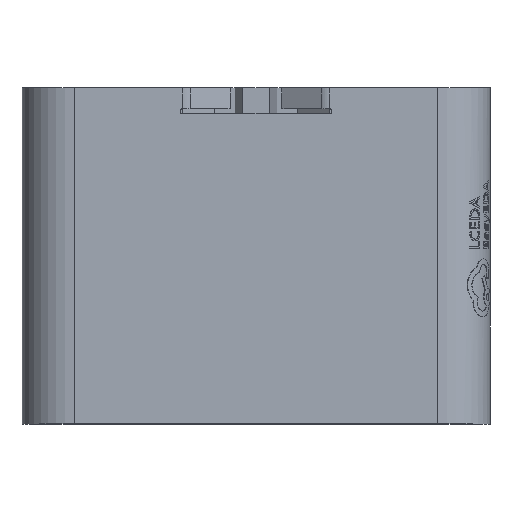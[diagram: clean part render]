
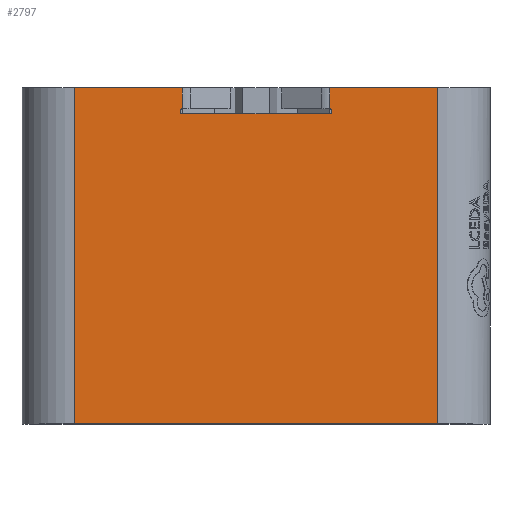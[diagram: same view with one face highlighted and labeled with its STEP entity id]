
A CAD part, top view. The second image highlights one B-rep face of the part: STEP entity #2797.
In plain terms, the highlighted planar face has unit normal (0, 0, 1).
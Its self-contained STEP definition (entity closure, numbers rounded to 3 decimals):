
#17 = CARTESIAN_POINT ( 'NONE',  ( -1.4, 2.765, 1.52 ) ) ;
#265 = EDGE_CURVE ( 'NONE', #11019, #4249, #12588, .T. ) ;
#390 = ORIENTED_EDGE ( 'NONE', *, *, #2103, .T. ) ;
#625 = CIRCLE ( 'NONE', #13104, 0.05 ) ;
#764 = DIRECTION ( 'NONE',  ( 0., -1., 0. ) ) ;
#841 = DIRECTION ( 'NONE',  ( -1., 0., 0. ) ) ;
#887 = VERTEX_POINT ( 'NONE', #17692 ) ;
#1281 = LINE ( 'NONE', #11461, #11779 ) ;
#1333 = DIRECTION ( 'NONE',  ( 1., 0., 0. ) ) ;
#1357 = EDGE_CURVE ( 'NONE', #11019, #13867, #625, .T. ) ;
#1558 = VECTOR ( 'NONE', #764, 1000. ) ;
#1600 = CARTESIAN_POINT ( 'NONE',  ( -3.475, -3.215, 1.52 ) ) ;
#1611 = VERTEX_POINT ( 'NONE', #12008 ) ;
#1829 = VERTEX_POINT ( 'NONE', #18033 ) ;
#1995 = CARTESIAN_POINT ( 'NONE',  ( 1.4, 2.715, 1.52 ) ) ;
#2103 = EDGE_CURVE ( 'NONE', #1611, #12350, #8037, .T. ) ;
#2797 = ADVANCED_FACE ( 'NONE', ( #13294 ), #4342, .T. ) ;
#2916 = LINE ( 'NONE', #21773, #5660 ) ;
#3281 = EDGE_CURVE ( 'NONE', #887, #19620, #1281, .T. ) ;
#3566 = EDGE_CURVE ( 'NONE', #1829, #13867, #2916, .T. ) ;
#3662 = DIRECTION ( 'NONE',  ( 0., 1., 0. ) ) ;
#3990 = LINE ( 'NONE', #14498, #1558 ) ;
#4249 = VERTEX_POINT ( 'NONE', #20701 ) ;
#4342 = PLANE ( 'NONE',  #17479 ) ;
#4662 = CARTESIAN_POINT ( 'NONE',  ( -1.407, 2.814, 1.52 ) ) ;
#5220 = DIRECTION ( 'NONE',  ( 0., 0., -1. ) ) ;
#5343 = CARTESIAN_POINT ( 'NONE',  ( 1.4, 2.765, 1.52 ) ) ;
#5660 = VECTOR ( 'NONE', #6573, 1000. ) ;
#6573 = DIRECTION ( 'NONE',  ( 1., 0., 0. ) ) ;
#6679 = VECTOR ( 'NONE', #19208, 1000. ) ;
#6724 = VERTEX_POINT ( 'NONE', #1600 ) ;
#6884 = VECTOR ( 'NONE', #21659, 1000. ) ;
#7057 = ORIENTED_EDGE ( 'NONE', *, *, #3281, .T. ) ;
#7126 = LINE ( 'NONE', #17323, #21738 ) ;
#8037 = LINE ( 'NONE', #14895, #6884 ) ;
#8134 = DIRECTION ( 'NONE',  ( 0., 0., 1. ) ) ;
#8291 = EDGE_CURVE ( 'NONE', #19620, #4249, #11117, .T. ) ;
#8912 = CARTESIAN_POINT ( 'NONE',  ( -4.475, -3.215, 1.52 ) ) ;
#9538 = DIRECTION ( 'NONE',  ( 0., 1., 0. ) ) ;
#9598 = EDGE_CURVE ( 'NONE', #1829, #20446, #10384, .T. ) ;
#9905 = EDGE_CURVE ( 'NONE', #20446, #1611, #7126, .T. ) ;
#10273 = CARTESIAN_POINT ( 'NONE',  ( 1.407, 2.814, 1.52 ) ) ;
#10384 = CIRCLE ( 'NONE', #16412, 0.05 ) ;
#10599 = DIRECTION ( 'NONE',  ( 0., 1., 0. ) ) ;
#11019 = VERTEX_POINT ( 'NONE', #10273 ) ;
#11117 = LINE ( 'NONE', #17938, #17188 ) ;
#11461 = CARTESIAN_POINT ( 'NONE',  ( 3.475, 3.215, 1.52 ) ) ;
#11779 = VECTOR ( 'NONE', #9538, 1000. ) ;
#12008 = CARTESIAN_POINT ( 'NONE',  ( -1.407, 3.215, 1.52 ) ) ;
#12232 = ORIENTED_EDGE ( 'NONE', *, *, #18745, .T. ) ;
#12350 = VERTEX_POINT ( 'NONE', #16924 ) ;
#12588 = LINE ( 'NONE', #17404, #21877 ) ;
#12703 = EDGE_LOOP ( 'NONE', ( #20239, #15278, #15819, #14444, #15198, #14438, #390, #12232, #13040, #7057 ) ) ;
#13040 = ORIENTED_EDGE ( 'NONE', *, *, #13942, .T. ) ;
#13104 = AXIS2_PLACEMENT_3D ( 'NONE', #5343, #5220, #18878 ) ;
#13294 = FACE_OUTER_BOUND ( 'NONE', #12703, .T. ) ;
#13867 = VERTEX_POINT ( 'NONE', #1995 ) ;
#13942 = EDGE_CURVE ( 'NONE', #6724, #887, #14180, .T. ) ;
#14180 = LINE ( 'NONE', #8912, #6679 ) ;
#14438 = ORIENTED_EDGE ( 'NONE', *, *, #9905, .T. ) ;
#14444 = ORIENTED_EDGE ( 'NONE', *, *, #3566, .F. ) ;
#14498 = CARTESIAN_POINT ( 'NONE',  ( -3.475, -3.215, 1.52 ) ) ;
#14895 = CARTESIAN_POINT ( 'NONE',  ( -4.475, 3.215, 1.52 ) ) ;
#15198 = ORIENTED_EDGE ( 'NONE', *, *, #9598, .T. ) ;
#15278 = ORIENTED_EDGE ( 'NONE', *, *, #265, .F. ) ;
#15819 = ORIENTED_EDGE ( 'NONE', *, *, #1357, .T. ) ;
#15856 = CARTESIAN_POINT ( 'NONE',  ( 3.475, 3.215, 1.52 ) ) ;
#16412 = AXIS2_PLACEMENT_3D ( 'NONE', #17, #18466, #18685 ) ;
#16924 = CARTESIAN_POINT ( 'NONE',  ( -3.475, 3.215, 1.52 ) ) ;
#17188 = VECTOR ( 'NONE', #841, 1000. ) ;
#17323 = CARTESIAN_POINT ( 'NONE',  ( -1.407, 2.815, 1.52 ) ) ;
#17404 = CARTESIAN_POINT ( 'NONE',  ( 1.407, 2.815, 1.52 ) ) ;
#17479 = AXIS2_PLACEMENT_3D ( 'NONE', #21861, #8134, #1333 ) ;
#17692 = CARTESIAN_POINT ( 'NONE',  ( 3.475, -3.215, 1.52 ) ) ;
#17938 = CARTESIAN_POINT ( 'NONE',  ( -4.475, 3.215, 1.52 ) ) ;
#18033 = CARTESIAN_POINT ( 'NONE',  ( -1.4, 2.715, 1.52 ) ) ;
#18466 = DIRECTION ( 'NONE',  ( 0., 0., -1. ) ) ;
#18685 = DIRECTION ( 'NONE',  ( 1., 0., 0. ) ) ;
#18745 = EDGE_CURVE ( 'NONE', #12350, #6724, #3990, .T. ) ;
#18878 = DIRECTION ( 'NONE',  ( 1., 0., 0. ) ) ;
#19208 = DIRECTION ( 'NONE',  ( 1., 0., 0. ) ) ;
#19620 = VERTEX_POINT ( 'NONE', #15856 ) ;
#20239 = ORIENTED_EDGE ( 'NONE', *, *, #8291, .T. ) ;
#20446 = VERTEX_POINT ( 'NONE', #4662 ) ;
#20701 = CARTESIAN_POINT ( 'NONE',  ( 1.407, 3.215, 1.52 ) ) ;
#21659 = DIRECTION ( 'NONE',  ( -1., 0., 0. ) ) ;
#21738 = VECTOR ( 'NONE', #10599, 1000. ) ;
#21773 = CARTESIAN_POINT ( 'NONE',  ( -1.45, 2.715, 1.52 ) ) ;
#21861 = CARTESIAN_POINT ( 'NONE',  ( 0., 0., 1.52 ) ) ;
#21877 = VECTOR ( 'NONE', #3662, 1000. ) ;
